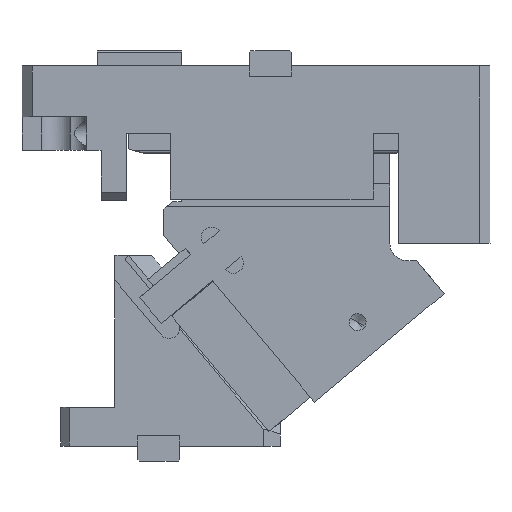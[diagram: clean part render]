
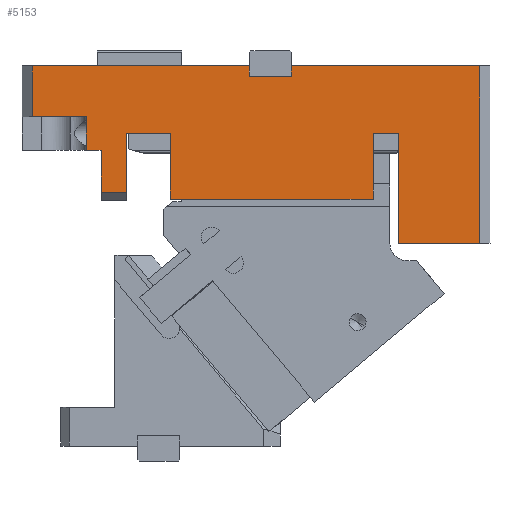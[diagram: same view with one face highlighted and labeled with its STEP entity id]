
A CAD part, front view. The second image highlights one B-rep face of the part: STEP entity #5153.
In plain terms, the highlighted planar face has unit normal (0, -1, 0).
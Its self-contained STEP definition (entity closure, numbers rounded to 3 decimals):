
#115=CARTESIAN_POINT('Vertex',(64.8,-30.,185.17)) ;
#118=CARTESIAN_POINT('Line Origine',(51.8,-30.,185.17)) ;
#122=CARTESIAN_POINT('Vertex',(38.8,-30.,185.17)) ;
#241=CARTESIAN_POINT('Vertex',(199.8,-30.,185.17)) ;
#244=CARTESIAN_POINT('Line Origine',(192.3,-30.,185.17)) ;
#248=CARTESIAN_POINT('Vertex',(184.8,-30.,185.17)) ;
#467=CARTESIAN_POINT('Vertex',(64.8,-30.,146.17)) ;
#470=CARTESIAN_POINT('Line Origine',(64.8,-30.,165.67)) ;
#522=CARTESIAN_POINT('Line Origine',(38.8,-30.,167.67)) ;
#526=CARTESIAN_POINT('Vertex',(38.8,-30.,150.17)) ;
#828=CARTESIAN_POINT('Vertex',(199.8,-30.,120.)) ;
#831=CARTESIAN_POINT('Line Origine',(199.8,-30.,152.585)) ;
#938=CARTESIAN_POINT('Line Origine',(184.8,-30.,165.67)) ;
#942=CARTESIAN_POINT('Vertex',(184.8,-30.,146.17)) ;
#1040=CARTESIAN_POINT('Line Origine',(124.8,-30.,146.17)) ;
#1108=CARTESIAN_POINT('Line Origine',(31.3,-30.,150.17)) ;
#1112=CARTESIAN_POINT('Vertex',(23.8,-30.,150.17)) ;
#1139=CARTESIAN_POINT('Line Origine',(23.8,-30.,162.585)) ;
#1143=CARTESIAN_POINT('Vertex',(23.8,-30.,175.)) ;
#1214=CARTESIAN_POINT('Line Origine',(19.4,-30.,175.)) ;
#1218=CARTESIAN_POINT('Vertex',(15.,-30.,175.)) ;
#1305=CARTESIAN_POINT('Vertex',(15.,-30.,195.)) ;
#1342=CARTESIAN_POINT('Line Origine',(15.,-30.,185.)) ;
#1361=CARTESIAN_POINT('Line Origine',(-1.,-30.,195.)) ;
#1365=CARTESIAN_POINT('Vertex',(-17.,-30.,195.)) ;
#1456=CARTESIAN_POINT('Line Origine',(-17.,-30.,210.)) ;
#1460=CARTESIAN_POINT('Vertex',(-17.,-30.,225.)) ;
#1487=CARTESIAN_POINT('Line Origine',(47.25,-30.,225.)) ;
#1491=CARTESIAN_POINT('Vertex',(111.5,-30.,225.)) ;
#1860=CARTESIAN_POINT('Line Origine',(111.5,-30.,222.)) ;
#1864=CARTESIAN_POINT('Vertex',(111.5,-30.,219.)) ;
#1884=CARTESIAN_POINT('Line Origine',(124.,-30.,219.)) ;
#1888=CARTESIAN_POINT('Vertex',(136.5,-30.,219.)) ;
#1915=CARTESIAN_POINT('Line Origine',(136.5,-30.,222.)) ;
#1919=CARTESIAN_POINT('Vertex',(136.5,-30.,225.)) ;
#1995=CARTESIAN_POINT('Line Origine',(192.25,-30.,225.)) ;
#1999=CARTESIAN_POINT('Vertex',(248.,-30.,225.)) ;
#2211=CARTESIAN_POINT('Vertex',(248.,-30.,120.)) ;
#2219=CARTESIAN_POINT('Line Origine',(248.,-30.,172.5)) ;
#2255=CARTESIAN_POINT('Line Origine',(223.9,-30.,120.)) ;
#5126=CARTESIAN_POINT('Axis2P3D Location',(226.8,-30.,90.22)) ;
#119=DIRECTION('Vector Direction',(1.,0.,0.)) ;
#245=DIRECTION('Vector Direction',(1.,0.,0.)) ;
#471=DIRECTION('Vector Direction',(0.,0.,1.)) ;
#523=DIRECTION('Vector Direction',(0.,0.,-1.)) ;
#832=DIRECTION('Vector Direction',(0.,0.,1.)) ;
#939=DIRECTION('Vector Direction',(0.,0.,-1.)) ;
#1041=DIRECTION('Vector Direction',(-1.,0.,0.)) ;
#1109=DIRECTION('Vector Direction',(1.,0.,0.)) ;
#1140=DIRECTION('Vector Direction',(0.,0.,-1.)) ;
#1215=DIRECTION('Vector Direction',(1.,0.,0.)) ;
#1343=DIRECTION('Vector Direction',(0.,0.,-1.)) ;
#1362=DIRECTION('Vector Direction',(-1.,0.,0.)) ;
#1457=DIRECTION('Vector Direction',(0.,0.,-1.)) ;
#1488=DIRECTION('Vector Direction',(-1.,0.,0.)) ;
#1861=DIRECTION('Vector Direction',(0.,0.,1.)) ;
#1885=DIRECTION('Vector Direction',(-1.,0.,0.)) ;
#1916=DIRECTION('Vector Direction',(0.,0.,1.)) ;
#1996=DIRECTION('Vector Direction',(-1.,0.,0.)) ;
#2220=DIRECTION('Vector Direction',(0.,0.,1.)) ;
#2256=DIRECTION('Vector Direction',(1.,0.,0.)) ;
#5127=DIRECTION('Axis2P3D Direction',(0.,1.,0.)) ;
#5128=DIRECTION('Axis2P3D XDirection',(0.,0.,1.)) ;
#5129=AXIS2_PLACEMENT_3D('Plane Axis2P3D',#5126,#5127,#5128) ;
#5132=ORIENTED_EDGE('',*,*,#528,.F.) ;
#5133=ORIENTED_EDGE('',*,*,#124,.T.) ;
#5134=ORIENTED_EDGE('',*,*,#474,.F.) ;
#5135=ORIENTED_EDGE('',*,*,#1044,.F.) ;
#5136=ORIENTED_EDGE('',*,*,#944,.F.) ;
#5137=ORIENTED_EDGE('',*,*,#250,.T.) ;
#5138=ORIENTED_EDGE('',*,*,#835,.F.) ;
#5139=ORIENTED_EDGE('',*,*,#2259,.T.) ;
#5140=ORIENTED_EDGE('',*,*,#2223,.T.) ;
#5141=ORIENTED_EDGE('',*,*,#2001,.T.) ;
#5142=ORIENTED_EDGE('',*,*,#1921,.F.) ;
#5143=ORIENTED_EDGE('',*,*,#1890,.T.) ;
#5144=ORIENTED_EDGE('',*,*,#1866,.T.) ;
#5145=ORIENTED_EDGE('',*,*,#1493,.T.) ;
#5146=ORIENTED_EDGE('',*,*,#1462,.T.) ;
#5147=ORIENTED_EDGE('',*,*,#1367,.F.) ;
#5148=ORIENTED_EDGE('',*,*,#1346,.T.) ;
#5149=ORIENTED_EDGE('',*,*,#1220,.T.) ;
#5150=ORIENTED_EDGE('',*,*,#1145,.T.) ;
#5151=ORIENTED_EDGE('',*,*,#1114,.T.) ;
#120=VECTOR('Line Direction',#119,1.) ;
#246=VECTOR('Line Direction',#245,1.) ;
#472=VECTOR('Line Direction',#471,1.) ;
#524=VECTOR('Line Direction',#523,1.) ;
#833=VECTOR('Line Direction',#832,1.) ;
#940=VECTOR('Line Direction',#939,1.) ;
#1042=VECTOR('Line Direction',#1041,1.) ;
#1110=VECTOR('Line Direction',#1109,1.) ;
#1141=VECTOR('Line Direction',#1140,1.) ;
#1216=VECTOR('Line Direction',#1215,1.) ;
#1344=VECTOR('Line Direction',#1343,1.) ;
#1363=VECTOR('Line Direction',#1362,1.) ;
#1458=VECTOR('Line Direction',#1457,1.) ;
#1489=VECTOR('Line Direction',#1488,1.) ;
#1862=VECTOR('Line Direction',#1861,1.) ;
#1886=VECTOR('Line Direction',#1885,1.) ;
#1917=VECTOR('Line Direction',#1916,1.) ;
#1997=VECTOR('Line Direction',#1996,1.) ;
#2221=VECTOR('Line Direction',#2220,1.) ;
#2257=VECTOR('Line Direction',#2256,1.) ;
#5153=ADVANCED_FACE('CAM HOLDER',(#5152),#5130,.F.) ;
#124=EDGE_CURVE('',#123,#116,#121,.T.) ;
#250=EDGE_CURVE('',#249,#242,#247,.T.) ;
#474=EDGE_CURVE('',#468,#116,#473,.T.) ;
#528=EDGE_CURVE('',#123,#527,#525,.T.) ;
#835=EDGE_CURVE('',#829,#242,#834,.T.) ;
#944=EDGE_CURVE('',#249,#943,#941,.T.) ;
#1044=EDGE_CURVE('',#943,#468,#1043,.T.) ;
#1114=EDGE_CURVE('',#1113,#527,#1111,.T.) ;
#1145=EDGE_CURVE('',#1144,#1113,#1142,.T.) ;
#1220=EDGE_CURVE('',#1219,#1144,#1217,.T.) ;
#1346=EDGE_CURVE('',#1306,#1219,#1345,.T.) ;
#1367=EDGE_CURVE('',#1306,#1366,#1364,.T.) ;
#1462=EDGE_CURVE('',#1461,#1366,#1459,.T.) ;
#1493=EDGE_CURVE('',#1492,#1461,#1490,.T.) ;
#1866=EDGE_CURVE('',#1865,#1492,#1863,.T.) ;
#1890=EDGE_CURVE('',#1889,#1865,#1887,.T.) ;
#1921=EDGE_CURVE('',#1889,#1920,#1918,.T.) ;
#2001=EDGE_CURVE('',#2000,#1920,#1998,.T.) ;
#2223=EDGE_CURVE('',#2212,#2000,#2222,.T.) ;
#2259=EDGE_CURVE('',#829,#2212,#2258,.T.) ;
#5131=EDGE_LOOP('',(#5132,#5133,#5134,#5135,#5136,#5137,#5138,#5139,#5140,#5141,#5142,#5143,#5144,#5145,#5146,#5147,#5148,#5149,#5150,#5151)) ;
#5152=FACE_OUTER_BOUND('',#5131,.T.) ;
#121=LINE('Line',#118,#120) ;
#247=LINE('Line',#244,#246) ;
#473=LINE('Line',#470,#472) ;
#525=LINE('Line',#522,#524) ;
#834=LINE('Line',#831,#833) ;
#941=LINE('Line',#938,#940) ;
#1043=LINE('Line',#1040,#1042) ;
#1111=LINE('Line',#1108,#1110) ;
#1142=LINE('Line',#1139,#1141) ;
#1217=LINE('Line',#1214,#1216) ;
#1345=LINE('Line',#1342,#1344) ;
#1364=LINE('Line',#1361,#1363) ;
#1459=LINE('Line',#1456,#1458) ;
#1490=LINE('Line',#1487,#1489) ;
#1863=LINE('Line',#1860,#1862) ;
#1887=LINE('Line',#1884,#1886) ;
#1918=LINE('Line',#1915,#1917) ;
#1998=LINE('Line',#1995,#1997) ;
#2222=LINE('Line',#2219,#2221) ;
#2258=LINE('Line',#2255,#2257) ;
#5130=PLANE('Plane',#5129) ;
#116=VERTEX_POINT('',#115) ;
#123=VERTEX_POINT('',#122) ;
#242=VERTEX_POINT('',#241) ;
#249=VERTEX_POINT('',#248) ;
#468=VERTEX_POINT('',#467) ;
#527=VERTEX_POINT('',#526) ;
#829=VERTEX_POINT('',#828) ;
#943=VERTEX_POINT('',#942) ;
#1113=VERTEX_POINT('',#1112) ;
#1144=VERTEX_POINT('',#1143) ;
#1219=VERTEX_POINT('',#1218) ;
#1306=VERTEX_POINT('',#1305) ;
#1366=VERTEX_POINT('',#1365) ;
#1461=VERTEX_POINT('',#1460) ;
#1492=VERTEX_POINT('',#1491) ;
#1865=VERTEX_POINT('',#1864) ;
#1889=VERTEX_POINT('',#1888) ;
#1920=VERTEX_POINT('',#1919) ;
#2000=VERTEX_POINT('',#1999) ;
#2212=VERTEX_POINT('',#2211) ;
